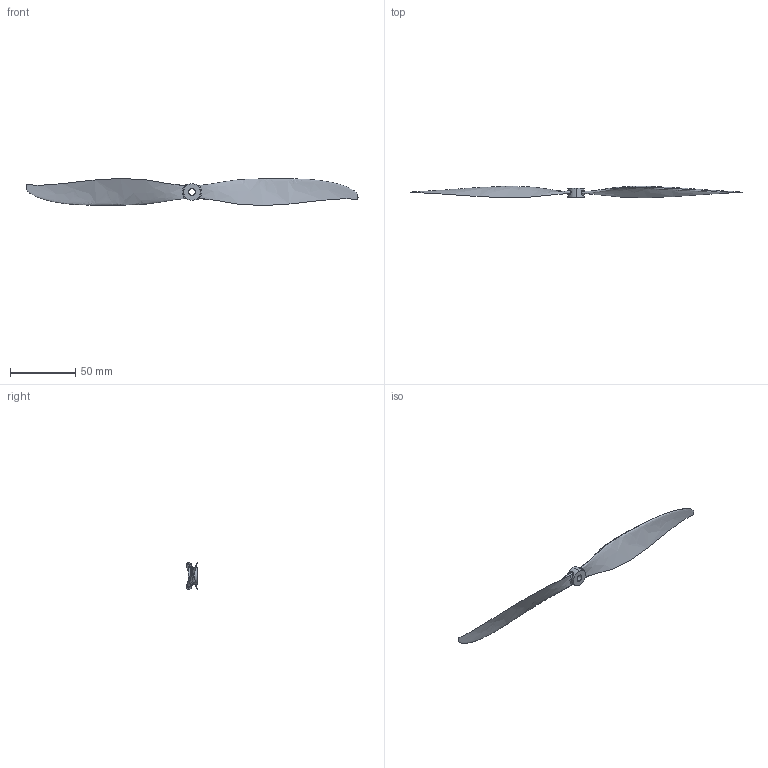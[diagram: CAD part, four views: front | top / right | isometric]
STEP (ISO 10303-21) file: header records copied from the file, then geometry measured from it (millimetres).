
FILE_DESCRIPTION (( 'STEP AP214' ), '1' );
FILE_NAME ('Propeller 10x4.5.STEP', '2025-01-12T01:56:01', ( '' ), ( '' ), 'SwSTEP 2.0', 'SolidWorks 2024', '' );
FILE_SCHEMA (( 'AUTOMOTIVE_DESIGN' ));
Length unit declared in the file: millimetre
Products named in the file (1): Propeller 10x4.5
Bounding box: 254 x 8.71 x 20.75 mm (x, y, z)
Volume: 6498.6 mm3; surface area: 8939.5 mm2
Topology: 1 solids, 1 shells, 16 faces, 50 edges, 38 vertices
Faces by surface type: bspline 8, cylinder 4, plane 4
Entity records: 4599 total; most frequent: CARTESIAN_POINT 4209, ORIENTED_EDGE 100, EDGE_CURVE 50, DIRECTION 38, VERTEX_POINT 38, B_SPLINE_CURVE_WITH_KNOTS 36, EDGE_LOOP 20, AXIS2_PLACEMENT_3D 17
